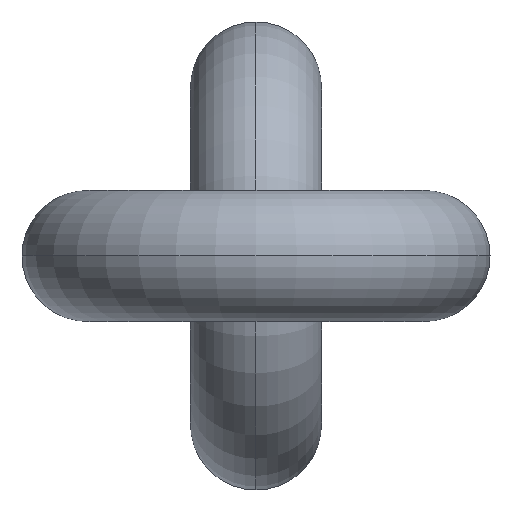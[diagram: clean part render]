
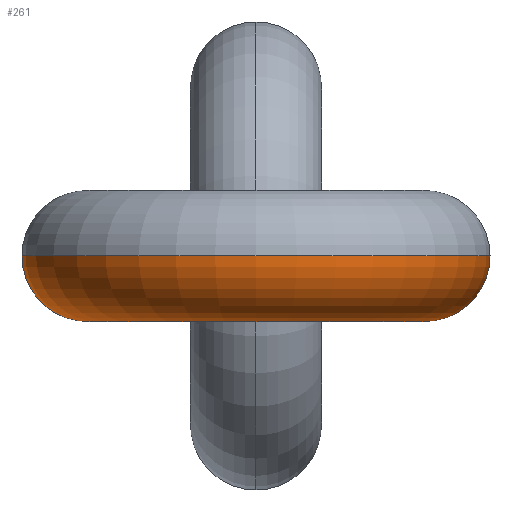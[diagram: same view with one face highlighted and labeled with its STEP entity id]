
A CAD part, front view. The second image highlights one B-rep face of the part: STEP entity #261.
In plain terms, the highlighted toroidal (fillet/blend) face has major radius 9 mm and minor radius 3.5 mm.
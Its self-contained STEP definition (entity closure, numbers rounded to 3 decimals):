
#8 = EDGE_LOOP ( 'NONE', ( #762, #986, #769, #223 ) ) ;
#18 = CARTESIAN_POINT ( 'NONE',  ( 9., -5., 0. ) ) ;
#46 = TOROIDAL_SURFACE ( 'NONE', #192, 9., 3.5 ) ;
#54 = CARTESIAN_POINT ( 'NONE',  ( 14.5, -5., 0. ) ) ;
#77 = DIRECTION ( 'NONE',  ( 0., 0., 1. ) ) ;
#79 = CARTESIAN_POINT ( 'NONE',  ( 9., -5., 0. ) ) ;
#89 = DIRECTION ( 'NONE',  ( 0., 0., -1. ) ) ;
#92 = DIRECTION ( 'NONE',  ( 0., 0., 1. ) ) ;
#192 = AXIS2_PLACEMENT_3D ( 'NONE', #336, #89, #408 ) ;
#204 = CIRCLE ( 'NONE', #957, 12.5 ) ;
#223 = ORIENTED_EDGE ( 'NONE', *, *, #344, .F. ) ;
#261 = ADVANCED_FACE ( 'NONE', ( #596 ), #46, .T. ) ;
#295 = EDGE_CURVE ( 'NONE', #579, #534, #410, .T. ) ;
#336 = CARTESIAN_POINT ( 'NONE',  ( 9., -5., 0. ) ) ;
#344 = EDGE_CURVE ( 'NONE', #641, #579, #548, .T. ) ;
#353 = DIRECTION ( 'NONE',  ( -1., 0., 0. ) ) ;
#383 = AXIS2_PLACEMENT_3D ( 'NONE', #18, #940, #353 ) ;
#408 = DIRECTION ( 'NONE',  ( -1., 0., 0. ) ) ;
#410 = CIRCLE ( 'NONE', #421, 3.5 ) ;
#413 = DIRECTION ( 'NONE',  ( 0., 1., 0. ) ) ;
#421 = AXIS2_PLACEMENT_3D ( 'NONE', #993, #413, #77 ) ;
#492 = DIRECTION ( 'NONE',  ( 0., 0., -1. ) ) ;
#518 = CARTESIAN_POINT ( 'NONE',  ( -3.5, -5., 0. ) ) ;
#534 = VERTEX_POINT ( 'NONE', #518 ) ;
#548 = CIRCLE ( 'NONE', #383, 5.5 ) ;
#575 = CIRCLE ( 'NONE', #894, 3.5 ) ;
#579 = VERTEX_POINT ( 'NONE', #815 ) ;
#596 = FACE_OUTER_BOUND ( 'NONE', #8, .T. ) ;
#628 = DIRECTION ( 'NONE',  ( -1., 0., 0. ) ) ;
#641 = VERTEX_POINT ( 'NONE', #54 ) ;
#759 = VERTEX_POINT ( 'NONE', #990 ) ;
#762 = ORIENTED_EDGE ( 'NONE', *, *, #766, .T. ) ;
#766 = EDGE_CURVE ( 'NONE', #641, #759, #575, .T. ) ;
#769 = ORIENTED_EDGE ( 'NONE', *, *, #295, .F. ) ;
#786 = DIRECTION ( 'NONE',  ( 0., -1., 0. ) ) ;
#806 = EDGE_CURVE ( 'NONE', #759, #534, #204, .T. ) ;
#815 = CARTESIAN_POINT ( 'NONE',  ( 3.5, -5., 0. ) ) ;
#894 = AXIS2_PLACEMENT_3D ( 'NONE', #927, #786, #92 ) ;
#927 = CARTESIAN_POINT ( 'NONE',  ( 18., -5., 0. ) ) ;
#940 = DIRECTION ( 'NONE',  ( 0., 0., -1. ) ) ;
#957 = AXIS2_PLACEMENT_3D ( 'NONE', #79, #492, #628 ) ;
#986 = ORIENTED_EDGE ( 'NONE', *, *, #806, .T. ) ;
#990 = CARTESIAN_POINT ( 'NONE',  ( 21.5, -5., 0. ) ) ;
#993 = CARTESIAN_POINT ( 'NONE',  ( 0., -5., 0. ) ) ;
